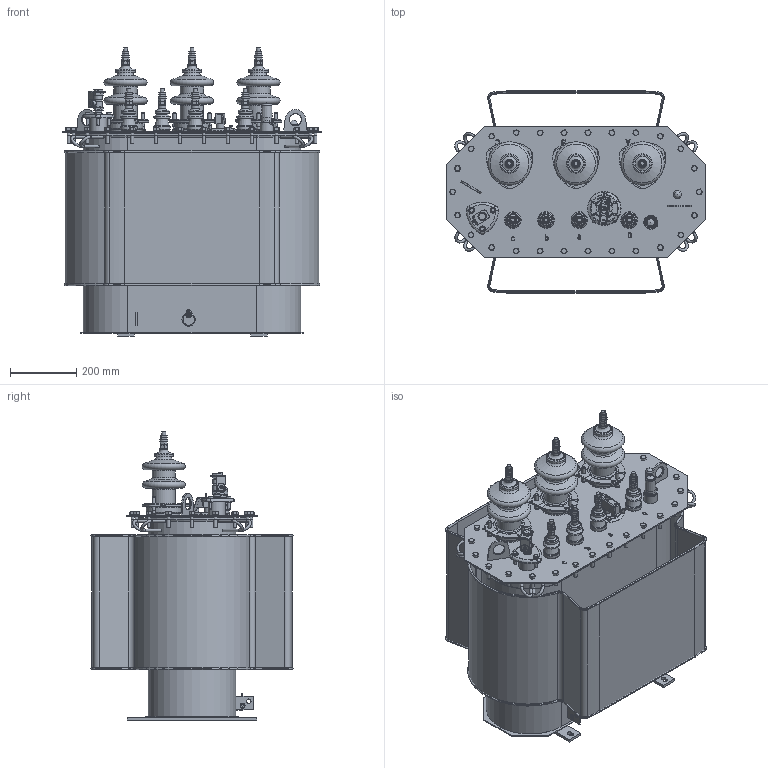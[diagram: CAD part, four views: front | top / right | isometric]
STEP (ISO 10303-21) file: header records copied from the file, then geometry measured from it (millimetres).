
FILE_DESCRIPTION(/* description */ (''),/* implementation_level */ '2;1');
FILE_NAME(/* name */ '!!!ВИЕЛ.672133.008_СБ_Трансформатор ТМГ-16_Shrinkwrap_3.stp',/* time_stamp */ '2016-08-01T09:03:51+03:00',/* author */ ('54405'),/* organization */ (''),/* preprocessor_version */ 'ST-DEVELOPER v15.2',/* originating_system */ 'Autodesk Inventor 2014',/* authorisation */ '');
FILE_SCHEMA (('AUTOMOTIVE_DESIGN { 1 0 10303 214 3 1 1 }'));
Products named in the file (1):  ТМГ-16_S
hrinkwrap_3
Bounding box: 782 x 608 x 866.9 mm (x, y, z)
Volume: 8688770.1 mm3; surface area: 5077951 mm2
Topology: 60 solids, 76 shells, 3527 faces, 8587 edges, 5550 vertices
Faces by surface type: plane 1896, cylinder 637, bspline 547, cone 224, torus 188, sphere 35
Full cylindrical faces by diameter (mm): 1.6 x3, 3.1 x4, 3.2 x1, 3.96 x1, 4 x5, 4.134 x1, 4.5 x3, 4.95 x1, 5 x1, 5.3 x1, 5.5 x2, 6 x13, 6.2 x5, 6.5 x1, 7.1 x2, 7.5 x1, 7.92 x3, 8 x23, 8.4 x6, 8.746 x9, 9 x4, 9.9 x26, 10 x40, 10.71 x4, 10.8 x3, 11 x27, 12 x25, 12.5 x7, 13 x18, 14 x2
Entity records: 110016 total; most frequent: CARTESIAN_POINT 31536, ORIENTED_EDGE 15472, DIRECTION 13600, EDGE_CURVE 7741, VERTEX_POINT 5395, AXIS2_PLACEMENT_3D 4804, EDGE_LOOP 4783, LINE 3992
